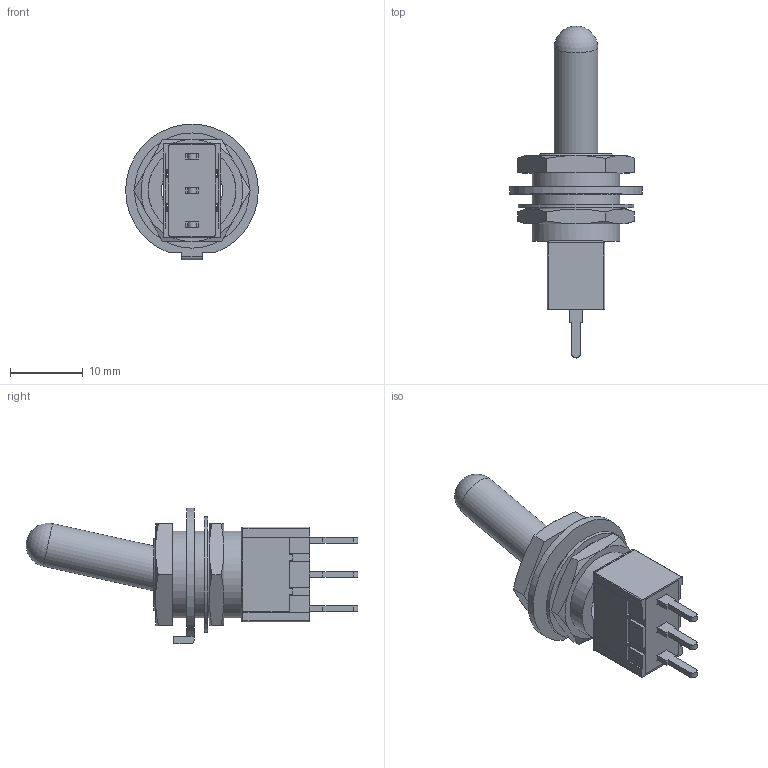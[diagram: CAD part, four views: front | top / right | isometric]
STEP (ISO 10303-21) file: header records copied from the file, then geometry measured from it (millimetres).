
FILE_DESCRIPTION( ( 'STEP AP214' ), '1' );
FILE_NAME( 'M2012B2B1W03.stp', '2020-03-11T20:12:39', ( '' ), ( '' ), ' ', 'PARTsolutions', ' ' );
FILE_SCHEMA( ( 'AUTOMOTIVE_DESIGN { 1 0 10303 214 1 1 1 1 }' ) );
Length unit declared in the file: inch
Products named in the file (10): M2012B2B1W03; _M20122B2B1W03-switch; _M201B1M201-bushing; _AT503M; _AT506M; _AT508; _AT527M; _M201203-terminals; _M20B2-toggles; _M20B2-caps
Assembly tree (9 placements, depth 2):
  M2012B2B1W03
    _M20122B2B1W03-switch
    _M201B1M201-bushing
    _AT503M
    _AT506M
    _AT508
    _AT527M
    _M201203-terminals
    _M20B2-toggles
    _M20B2-caps
Bounding box: 18.21 x 45.52 x 18.62 mm (x, y, z)
Volume: 2808.2 mm3; surface area: 3786.5 mm2
Topology: 8 solids, 8 shells, 303 faces, 829 edges, 544 vertices
Faces by surface type: plane 187, cylinder 92, cone 23, sphere 1
Full cylindrical faces by diameter (mm): 5.994 x1, 8.4 x1, 10.106 x2, 15.799 x1
Entity records: 12215 total; most frequent: CARTESIAN_POINT 1853, ORIENTED_EDGE 1634, DIRECTION 1613, EDGE_CURVE 817, LINE 559, VECTOR 559, VERTEX_POINT 542, AXIS2_PLACEMENT_3D 527
